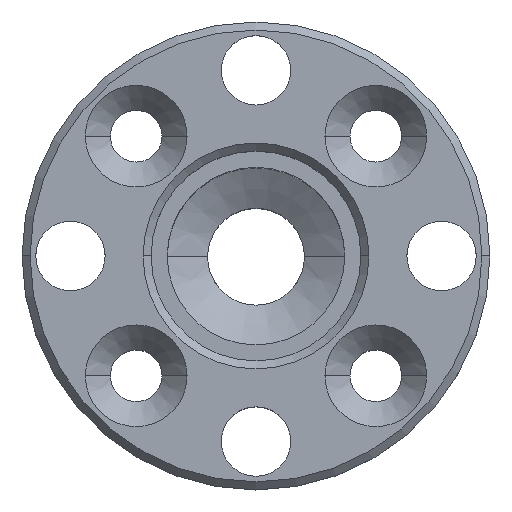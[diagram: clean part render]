
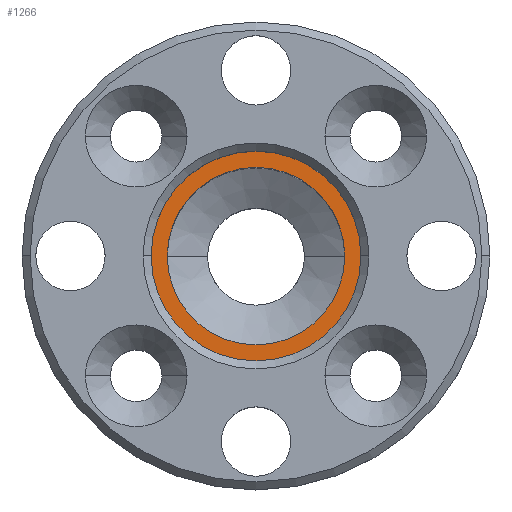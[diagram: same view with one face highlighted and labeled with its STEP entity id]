
A CAD part, top view. The second image highlights one B-rep face of the part: STEP entity #1266.
In plain terms, the highlighted planar face has unit normal (0, 0, 1).
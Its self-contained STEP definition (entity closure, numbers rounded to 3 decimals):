
#133 = CIRCLE ( 'NONE', #474, 5.5 ) ;
#222 = CARTESIAN_POINT ( 'NONE',  ( 6.5, 0., 32.25 ) ) ;
#273 = CARTESIAN_POINT ( 'NONE',  ( 0., 0., 32.25 ) ) ;
#358 = EDGE_CURVE ( 'NONE', #2551, #1290, #1130, .T. ) ;
#370 = PLANE ( 'NONE',  #3718 ) ;
#411 = EDGE_CURVE ( 'NONE', #1290, #2551, #133, .T. ) ;
#474 = AXIS2_PLACEMENT_3D ( 'NONE', #2301, #1606, #3033 ) ;
#547 = EDGE_LOOP ( 'NONE', ( #2656, #2436 ) ) ;
#628 = DIRECTION ( 'NONE',  ( 0., 0., 1. ) ) ;
#732 = CARTESIAN_POINT ( 'NONE',  ( -5.5, 0., 32.25 ) ) ;
#891 = AXIS2_PLACEMENT_3D ( 'NONE', #993, #628, #1673 ) ;
#993 = CARTESIAN_POINT ( 'NONE',  ( 0., 0., 32.25 ) ) ;
#1001 = DIRECTION ( 'NONE',  ( 0., 0., -1. ) ) ;
#1130 = CIRCLE ( 'NONE', #3164, 5.5 ) ;
#1266 = ADVANCED_FACE ( 'NONE', ( #1389, #3550 ), #370, .T. ) ;
#1290 = VERTEX_POINT ( 'NONE', #732 ) ;
#1389 = FACE_OUTER_BOUND ( 'NONE', #547, .T. ) ;
#1606 = DIRECTION ( 'NONE',  ( 0., 0., -1. ) ) ;
#1673 = DIRECTION ( 'NONE',  ( 1., 0., 0. ) ) ;
#1714 = EDGE_LOOP ( 'NONE', ( #3445, #2591 ) ) ;
#1780 = EDGE_CURVE ( 'NONE', #3399, #2671, #2042, .T. ) ;
#1958 = CIRCLE ( 'NONE', #891, 6.5 ) ;
#2042 = CIRCLE ( 'NONE', #2431, 6.5 ) ;
#2301 = CARTESIAN_POINT ( 'NONE',  ( 0., 0., 32.25 ) ) ;
#2431 = AXIS2_PLACEMENT_3D ( 'NONE', #2635, #4060, #4363 ) ;
#2436 = ORIENTED_EDGE ( 'NONE', *, *, #2824, .T. ) ;
#2551 = VERTEX_POINT ( 'NONE', #3593 ) ;
#2591 = ORIENTED_EDGE ( 'NONE', *, *, #411, .T. ) ;
#2635 = CARTESIAN_POINT ( 'NONE',  ( 0., 0., 32.25 ) ) ;
#2656 = ORIENTED_EDGE ( 'NONE', *, *, #1780, .T. ) ;
#2671 = VERTEX_POINT ( 'NONE', #4030 ) ;
#2824 = EDGE_CURVE ( 'NONE', #2671, #3399, #1958, .T. ) ;
#2853 = DIRECTION ( 'NONE',  ( 0., 0., 1. ) ) ;
#3033 = DIRECTION ( 'NONE',  ( 1., 0., 0. ) ) ;
#3164 = AXIS2_PLACEMENT_3D ( 'NONE', #273, #1001, #3476 ) ;
#3187 = CARTESIAN_POINT ( 'NONE',  ( 0., 0., 32.25 ) ) ;
#3399 = VERTEX_POINT ( 'NONE', #222 ) ;
#3445 = ORIENTED_EDGE ( 'NONE', *, *, #358, .T. ) ;
#3476 = DIRECTION ( 'NONE',  ( 1., 0., 0. ) ) ;
#3550 = FACE_BOUND ( 'NONE', #1714, .T. ) ;
#3593 = CARTESIAN_POINT ( 'NONE',  ( 5.5, 0., 32.25 ) ) ;
#3718 = AXIS2_PLACEMENT_3D ( 'NONE', #3187, #2853, #3930 ) ;
#3930 = DIRECTION ( 'NONE',  ( 1., 0., 0. ) ) ;
#4030 = CARTESIAN_POINT ( 'NONE',  ( -6.5, 0., 32.25 ) ) ;
#4060 = DIRECTION ( 'NONE',  ( 0., 0., 1. ) ) ;
#4363 = DIRECTION ( 'NONE',  ( 1., 0., 0. ) ) ;
